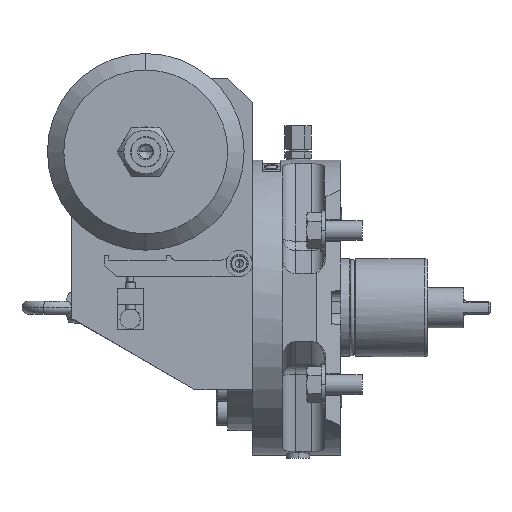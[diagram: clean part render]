
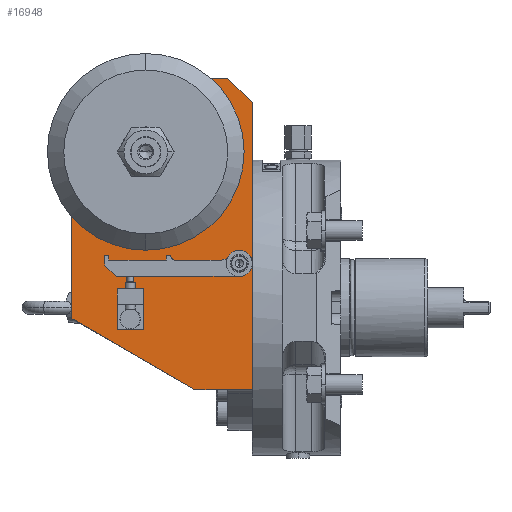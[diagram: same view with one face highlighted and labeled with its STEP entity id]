
A CAD part, front view. The second image highlights one B-rep face of the part: STEP entity #16948.
In plain terms, the highlighted planar face has unit normal (0, -1, 0).
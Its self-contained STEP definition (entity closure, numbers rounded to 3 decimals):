
#421=DIRECTION('',(0.866,0.,-0.5));
#422=VECTOR('',#421,86.603);
#423=CARTESIAN_POINT('',(-164.,-127.5,-6.699));
#424=LINE('',#423,#422);
#2348=DIRECTION('',(0.,0.,-1.));
#2349=VECTOR('',#2348,98.);
#2350=CARTESIAN_POINT('',(-54.,-127.5,125.));
#2351=LINE('',#2350,#2349);
#2356=DIRECTION('',(0.,0.,-1.));
#2357=VECTOR('',#2356,77.);
#2358=CARTESIAN_POINT('',(-54.,-127.5,27.));
#2359=LINE('',#2358,#2357);
#2360=CARTESIAN_POINT('',(-62.,-127.5,27.));
#2361=DIRECTION('',(0.,-1.,0.));
#2362=DIRECTION('',(0.,0.,-1.));
#2363=AXIS2_PLACEMENT_3D('',#2360,#2361,#2362);
#2365=DIRECTION('',(-0.707,0.,0.707));
#2366=VECTOR('',#2365,21.213);
#2367=CARTESIAN_POINT('',(-54.,-127.5,125.));
#2368=LINE('',#2367,#2366);
#2369=CARTESIAN_POINT('',(-62.,-127.5,27.));
#2370=DIRECTION('',(0.,-1.,0.));
#2371=DIRECTION('',(1.,0.,0.));
#2372=AXIS2_PLACEMENT_3D('',#2369,#2370,#2371);
#2374=CARTESIAN_POINT('',(-62.,-127.5,27.));
#2375=DIRECTION('',(0.,-1.,0.));
#2376=DIRECTION('',(-0.843,0.,0.538));
#2377=AXIS2_PLACEMENT_3D('',#2374,#2375,#2376);
#2379=DIRECTION('',(0.,0.,1.));
#2380=VECTOR('',#2379,25.);
#2381=CARTESIAN_POINT('',(-120.5,-127.5,-13.5));
#2382=LINE('',#2381,#2380);
#2383=DIRECTION('',(-1.,0.,0.));
#2384=VECTOR('',#2383,16.);
#2385=CARTESIAN_POINT('',(-120.5,-127.5,11.5));
#2386=LINE('',#2385,#2384);
#2387=DIRECTION('',(0.,0.,-1.));
#2388=VECTOR('',#2387,25.);
#2389=CARTESIAN_POINT('',(-136.5,-127.5,11.5));
#2390=LINE('',#2389,#2388);
#2391=DIRECTION('',(1.,0.,0.));
#2392=VECTOR('',#2391,16.);
#2393=CARTESIAN_POINT('',(-136.5,-127.5,-13.5));
#2394=LINE('',#2393,#2392);
#2723=DIRECTION('',(1.,0.,0.));
#2724=VECTOR('',#2723,35.);
#2725=CARTESIAN_POINT('',(-89.,-127.5,-50.));
#2726=LINE('',#2725,#2724);
#9851=DIRECTION('',(0.,0.,-1.));
#9852=VECTOR('',#9851,82.308);
#9853=CARTESIAN_POINT('',(-164.,-127.5,75.609));
#9854=LINE('',#9853,#9852);
#9871=DIRECTION('',(-1.,0.,0.));
#9872=VECTOR('',#9871,30.609);
#9873=CARTESIAN_POINT('',(-69.,-127.5,140.));
#9874=LINE('',#9873,#9872);
#9908=CARTESIAN_POINT('',(-99.609,-127.5,140.));
#9922=CARTESIAN_POINT('',(-119.,-127.5,95.));
#9923=DIRECTION('',(0.,1.,0.));
#9924=DIRECTION('',(0.396,0.,0.918));
#9925=AXIS2_PLACEMENT_3D('',#9922,#9923,#9924);
#9942=CARTESIAN_POINT('',(-119.,-127.5,95.));
#9943=DIRECTION('',(0.,-1.,0.));
#9944=DIRECTION('',(-0.918,0.,-0.396));
#9945=AXIS2_PLACEMENT_3D('',#9942,#9943,#9944);
#13698=CARTESIAN_POINT('',(-164.,-127.5,75.609));
#13699=CARTESIAN_POINT('',(-164.,-127.5,-6.699));
#13700=VERTEX_POINT('',#13698);
#13701=VERTEX_POINT('',#13699);
#13706=CARTESIAN_POINT('',(-89.,-127.5,-50.));
#13707=VERTEX_POINT('',#13706);
#13708=CARTESIAN_POINT('',(-54.,-127.5,-50.));
#13709=VERTEX_POINT('',#13708);
#13710=CARTESIAN_POINT('',(-70.,-127.5,95.));
#13711=VERTEX_POINT('',#13710);
#13713=VERTEX_POINT('',#9908);
#13720=CARTESIAN_POINT('',(-54.,-127.5,125.));
#13721=CARTESIAN_POINT('',(-69.,-127.5,140.));
#13722=VERTEX_POINT('',#13720);
#13723=VERTEX_POINT('',#13721);
#14160=CARTESIAN_POINT('',(-62.,-127.5,19.));
#14161=CARTESIAN_POINT('',(-54.,-127.5,27.));
#14162=VERTEX_POINT('',#14160);
#14163=VERTEX_POINT('',#14161);
#14164=CARTESIAN_POINT('',(-68.741,-127.5,31.308));
#14165=VERTEX_POINT('',#14164);
#14190=CARTESIAN_POINT('',(-120.5,-127.5,-13.5));
#14191=CARTESIAN_POINT('',(-120.5,-127.5,11.5));
#14192=VERTEX_POINT('',#14190);
#14193=VERTEX_POINT('',#14191);
#14194=CARTESIAN_POINT('',(-136.5,-127.5,11.5));
#14195=VERTEX_POINT('',#14194);
#14196=CARTESIAN_POINT('',(-136.5,-127.5,-13.5));
#14197=VERTEX_POINT('',#14196);
#16910=CARTESIAN_POINT('',(-119.,-127.5,95.));
#16911=DIRECTION('',(0.,1.,0.));
#16912=DIRECTION('',(-1.,0.,0.));
#16913=AXIS2_PLACEMENT_3D('',#16910,#16911,#16912);
#16914=PLANE('',#16913);
#16916=ORIENTED_EDGE('',*,*,#16915,.T.);
#16917=ORIENTED_EDGE('',*,*,#16905,.T.);
#16919=ORIENTED_EDGE('',*,*,#16918,.F.);
#16920=ORIENTED_EDGE('',*,*,#14783,.F.);
#16922=ORIENTED_EDGE('',*,*,#16921,.F.);
#16924=ORIENTED_EDGE('',*,*,#16923,.T.);
#16926=ORIENTED_EDGE('',*,*,#16925,.F.);
#16928=ORIENTED_EDGE('',*,*,#16927,.F.);
#16930=ORIENTED_EDGE('',*,*,#16929,.F.);
#16931=ORIENTED_EDGE('',*,*,#16894,.T.);
#16933=ORIENTED_EDGE('',*,*,#16932,.T.);
#16935=ORIENTED_EDGE('',*,*,#16934,.T.);
#16936=EDGE_LOOP('',(#16916,#16917,#16919,#16920,#16922,#16924,#16926,#16928,
#16930,#16931,#16933,#16935));
#16937=FACE_OUTER_BOUND('',#16936,.F.);
#16939=ORIENTED_EDGE('',*,*,#16938,.T.);
#16941=ORIENTED_EDGE('',*,*,#16940,.T.);
#16943=ORIENTED_EDGE('',*,*,#16942,.T.);
#16945=ORIENTED_EDGE('',*,*,#16944,.T.);
#16946=EDGE_LOOP('',(#16939,#16941,#16943,#16945));
#16947=FACE_BOUND('',#16946,.F.);
#16948=ADVANCED_FACE('',(#16937,#16947),#16914,.F.);
#2364=CIRCLE('',#2363,8.);
#2373=CIRCLE('',#2372,8.);
#2378=CIRCLE('',#2377,8.);
#9926=CIRCLE('',#9925,49.);
#9946=CIRCLE('',#9945,49.);
#14783=EDGE_CURVE('',#13701,#13707,#424,.T.);
#16894=EDGE_CURVE('',#13722,#14163,#2351,.T.);
#16905=EDGE_CURVE('',#14163,#13709,#2359,.T.);
#16915=EDGE_CURVE('',#14162,#14163,#2364,.T.);
#16918=EDGE_CURVE('',#13707,#13709,#2726,.T.);
#16921=EDGE_CURVE('',#13700,#13701,#9854,.T.);
#16923=EDGE_CURVE('',#13700,#13711,#9946,.T.);
#16925=EDGE_CURVE('',#13713,#13711,#9926,.T.);
#16927=EDGE_CURVE('',#13723,#13713,#9874,.T.);
#16929=EDGE_CURVE('',#13722,#13723,#2368,.T.);
#16932=EDGE_CURVE('',#14163,#14165,#2373,.T.);
#16934=EDGE_CURVE('',#14165,#14162,#2378,.T.);
#16938=EDGE_CURVE('',#14192,#14193,#2382,.T.);
#16940=EDGE_CURVE('',#14193,#14195,#2386,.T.);
#16942=EDGE_CURVE('',#14195,#14197,#2390,.T.);
#16944=EDGE_CURVE('',#14197,#14192,#2394,.T.);
